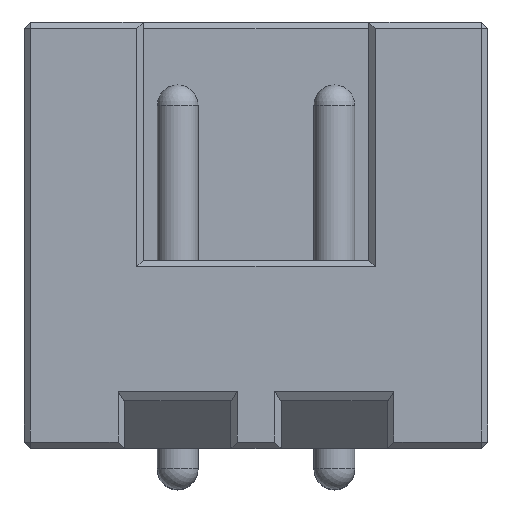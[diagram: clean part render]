
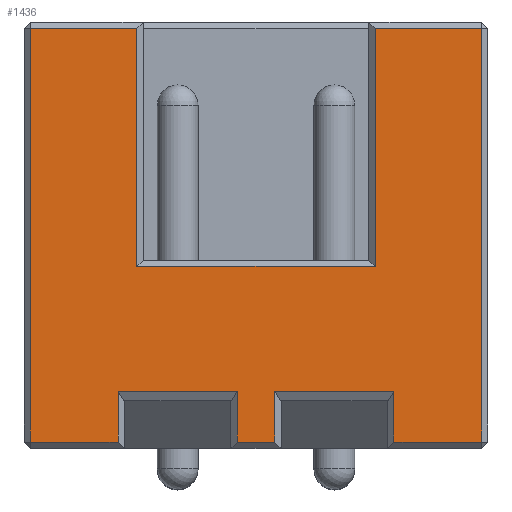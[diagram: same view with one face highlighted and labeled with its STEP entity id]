
A CAD part, top view. The second image highlights one B-rep face of the part: STEP entity #1436.
In plain terms, the highlighted planar face has unit normal (0, 0, 1).
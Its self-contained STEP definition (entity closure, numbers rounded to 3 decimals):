
#42=PLANE('',#1553);
#108=LINE('',#2060,#295);
#112=LINE('',#2068,#299);
#116=LINE('',#2076,#303);
#119=LINE('',#2083,#306);
#123=LINE('',#2091,#310);
#133=LINE('',#2111,#320);
#135=LINE('',#2114,#322);
#139=LINE('',#2122,#326);
#141=LINE('',#2125,#328);
#180=LINE('',#2203,#367);
#182=LINE('',#2207,#369);
#183=LINE('',#2209,#370);
#184=LINE('',#2211,#371);
#185=LINE('',#2213,#372);
#186=LINE('',#2215,#373);
#187=LINE('',#2216,#374);
#295=VECTOR('',#1675,10.);
#299=VECTOR('',#1681,10.);
#303=VECTOR('',#1687,10.);
#306=VECTOR('',#1692,10.);
#310=VECTOR('',#1698,10.);
#320=VECTOR('',#1714,10.);
#322=VECTOR('',#1718,10.);
#326=VECTOR('',#1724,10.);
#328=VECTOR('',#1728,10.);
#367=VECTOR('',#1797,10.);
#369=VECTOR('',#1801,10.);
#370=VECTOR('',#1802,10.);
#371=VECTOR('',#1803,10.);
#372=VECTOR('',#1804,10.);
#373=VECTOR('',#1805,10.);
#374=VECTOR('',#1806,10.);
#513=FACE_OUTER_BOUND('',#598,.T.);
#598=EDGE_LOOP('',(#1159,#1160,#1161,#1162,#1163,#1164,#1165,#1166,#1167,
#1168,#1169,#1170,#1171,#1172,#1173,#1174));
#677=VERTEX_POINT('',#2046);
#681=VERTEX_POINT('',#2058);
#682=VERTEX_POINT('',#2059);
#685=VERTEX_POINT('',#2067);
#688=VERTEX_POINT('',#2075);
#690=VERTEX_POINT('',#2081);
#691=VERTEX_POINT('',#2082);
#694=VERTEX_POINT('',#2090);
#698=VERTEX_POINT('',#2099);
#704=VERTEX_POINT('',#2121);
#728=VERTEX_POINT('',#2202);
#729=VERTEX_POINT('',#2206);
#730=VERTEX_POINT('',#2208);
#731=VERTEX_POINT('',#2210);
#732=VERTEX_POINT('',#2212);
#733=VERTEX_POINT('',#2214);
#812=EDGE_CURVE('',#681,#682,#108,.T.);
#816=EDGE_CURVE('',#682,#685,#112,.T.);
#820=EDGE_CURVE('',#685,#688,#116,.T.);
#823=EDGE_CURVE('',#690,#691,#119,.T.);
#827=EDGE_CURVE('',#691,#694,#123,.T.);
#837=EDGE_CURVE('',#694,#698,#133,.T.);
#839=EDGE_CURVE('',#688,#690,#135,.T.);
#843=EDGE_CURVE('',#677,#704,#139,.T.);
#845=EDGE_CURVE('',#704,#681,#141,.T.);
#884=EDGE_CURVE('',#698,#728,#180,.T.);
#886=EDGE_CURVE('',#729,#677,#182,.T.);
#887=EDGE_CURVE('',#730,#729,#183,.T.);
#888=EDGE_CURVE('',#731,#730,#184,.T.);
#889=EDGE_CURVE('',#732,#731,#185,.T.);
#890=EDGE_CURVE('',#733,#732,#186,.T.);
#891=EDGE_CURVE('',#728,#733,#187,.T.);
#1159=ORIENTED_EDGE('',*,*,#886,.F.);
#1160=ORIENTED_EDGE('',*,*,#887,.F.);
#1161=ORIENTED_EDGE('',*,*,#888,.F.);
#1162=ORIENTED_EDGE('',*,*,#889,.F.);
#1163=ORIENTED_EDGE('',*,*,#890,.F.);
#1164=ORIENTED_EDGE('',*,*,#891,.F.);
#1165=ORIENTED_EDGE('',*,*,#884,.F.);
#1166=ORIENTED_EDGE('',*,*,#837,.F.);
#1167=ORIENTED_EDGE('',*,*,#827,.F.);
#1168=ORIENTED_EDGE('',*,*,#823,.F.);
#1169=ORIENTED_EDGE('',*,*,#839,.F.);
#1170=ORIENTED_EDGE('',*,*,#820,.F.);
#1171=ORIENTED_EDGE('',*,*,#816,.F.);
#1172=ORIENTED_EDGE('',*,*,#812,.F.);
#1173=ORIENTED_EDGE('',*,*,#845,.F.);
#1174=ORIENTED_EDGE('',*,*,#843,.F.);
#1436=ADVANCED_FACE('',(#513),#42,.T.);
#1553=AXIS2_PLACEMENT_3D('',#2205,#1799,#1800);
#1675=DIRECTION('',(-1.,0.,0.));
#1681=DIRECTION('',(0.,-1.,0.));
#1687=DIRECTION('',(-1.,0.,0.));
#1692=DIRECTION('',(-1.,0.,0.));
#1698=DIRECTION('',(0.,-1.,0.));
#1714=DIRECTION('',(-1.,0.,0.));
#1718=DIRECTION('',(0.,1.,0.));
#1724=DIRECTION('',(-1.,0.,0.));
#1728=DIRECTION('',(0.,1.,0.));
#1797=DIRECTION('',(0.,1.,0.));
#1799=DIRECTION('center_axis',(0.,0.,1.));
#1800=DIRECTION('ref_axis',(1.,0.,0.));
#1801=DIRECTION('',(0.,-1.,0.));
#1802=DIRECTION('',(1.,0.,0.));
#1803=DIRECTION('',(0.,1.,0.));
#1804=DIRECTION('',(1.,0.,0.));
#1805=DIRECTION('',(0.,-1.,0.));
#1806=DIRECTION('',(1.,0.,0.));
#2046=CARTESIAN_POINT('',(3.6,0.425,5.8));
#2058=CARTESIAN_POINT('',(2.2,1.225,5.8));
#2059=CARTESIAN_POINT('',(0.3,1.225,5.8));
#2060=CARTESIAN_POINT('',(1.05,1.225,5.8));
#2067=CARTESIAN_POINT('',(0.3,0.425,5.8));
#2068=CARTESIAN_POINT('',(0.3,2.225,5.8));
#2075=CARTESIAN_POINT('',(-0.3,0.425,5.8));
#2076=CARTESIAN_POINT('',(-1.85,0.425,5.8));
#2081=CARTESIAN_POINT('',(-0.3,1.225,5.8));
#2082=CARTESIAN_POINT('',(-2.2,1.225,5.8));
#2083=CARTESIAN_POINT('',(-1.05,1.225,5.8));
#2090=CARTESIAN_POINT('',(-2.2,0.425,5.8));
#2091=CARTESIAN_POINT('',(-2.2,2.225,5.8));
#2099=CARTESIAN_POINT('',(-3.6,0.425,5.8));
#2111=CARTESIAN_POINT('',(-1.85,0.425,5.8));
#2114=CARTESIAN_POINT('',(-0.3,2.225,5.8));
#2121=CARTESIAN_POINT('',(2.2,0.425,5.8));
#2122=CARTESIAN_POINT('',(-1.85,0.425,5.8));
#2125=CARTESIAN_POINT('',(2.2,2.225,5.8));
#2202=CARTESIAN_POINT('',(-3.6,7.025,5.8));
#2203=CARTESIAN_POINT('',(-3.6,5.425,5.8));
#2205=CARTESIAN_POINT('Origin',(0.,3.725,5.8));
#2206=CARTESIAN_POINT('',(3.6,7.025,5.8));
#2207=CARTESIAN_POINT('',(3.6,2.025,5.8));
#2208=CARTESIAN_POINT('',(1.9,7.025,5.8));
#2209=CARTESIAN_POINT('',(1.85,7.025,5.8));
#2210=CARTESIAN_POINT('',(1.9,3.225,5.8));
#2211=CARTESIAN_POINT('',(1.9,6.975,5.8));
#2212=CARTESIAN_POINT('',(-1.9,3.225,5.8));
#2213=CARTESIAN_POINT('',(0.9,3.225,5.8));
#2214=CARTESIAN_POINT('',(-1.9,7.025,5.8));
#2215=CARTESIAN_POINT('',(-1.9,3.525,5.8));
#2216=CARTESIAN_POINT('',(1.85,7.025,5.8));
